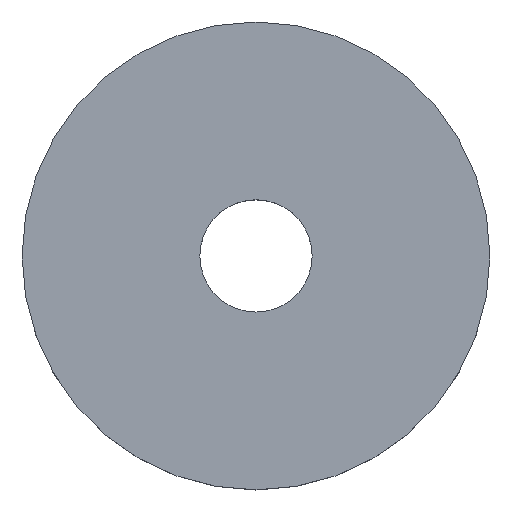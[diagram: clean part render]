
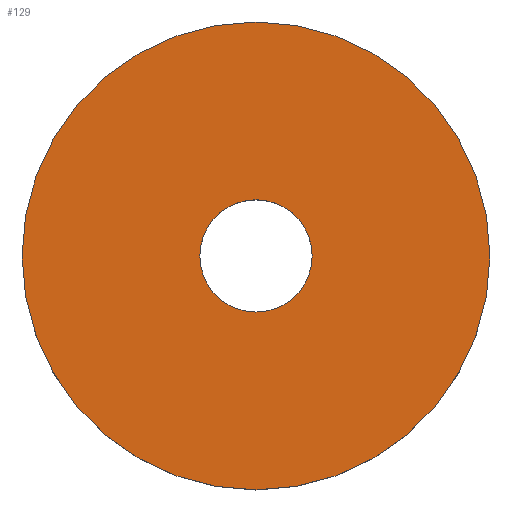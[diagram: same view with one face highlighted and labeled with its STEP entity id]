
A CAD part, top view. The second image highlights one B-rep face of the part: STEP entity #129.
In plain terms, the highlighted planar face has unit normal (0, 0, 1).
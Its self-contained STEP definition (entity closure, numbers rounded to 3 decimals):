
#4 = DIRECTION ( 'NONE',  ( 0., 0., 1. ) ) ;
#5 = AXIS2_PLACEMENT_3D ( 'NONE', #149, #128, #230 ) ;
#18 = CARTESIAN_POINT ( 'NONE',  ( 0., 0., 5. ) ) ;
#22 = EDGE_LOOP ( 'NONE', ( #57, #48 ) ) ;
#30 = EDGE_CURVE ( 'NONE', #171, #207, #199, .T. ) ;
#37 = CARTESIAN_POINT ( 'NONE',  ( -17.5, 0., 5. ) ) ;
#38 = CARTESIAN_POINT ( 'NONE',  ( 17.5, 0., 5. ) ) ;
#41 = EDGE_CURVE ( 'NONE', #207, #171, #116, .T. ) ;
#42 = CARTESIAN_POINT ( 'NONE',  ( -4.2, 0., 5. ) ) ;
#48 = ORIENTED_EDGE ( 'NONE', *, *, #215, .F. ) ;
#50 = CARTESIAN_POINT ( 'NONE',  ( 0., 0., 5. ) ) ;
#57 = ORIENTED_EDGE ( 'NONE', *, *, #233, .F. ) ;
#67 = PLANE ( 'NONE',  #74 ) ;
#74 = AXIS2_PLACEMENT_3D ( 'NONE', #18, #75, #148 ) ;
#75 = DIRECTION ( 'NONE',  ( 0., 0., 1. ) ) ;
#97 = CARTESIAN_POINT ( 'NONE',  ( 0., 0., 5. ) ) ;
#103 = CARTESIAN_POINT ( 'NONE',  ( 0., 0., 5. ) ) ;
#106 = CIRCLE ( 'NONE', #217, 4.2 ) ;
#108 = DIRECTION ( 'NONE',  ( 1., 0., 0. ) ) ;
#115 = DIRECTION ( 'NONE',  ( 1., 0., 0. ) ) ;
#116 = CIRCLE ( 'NONE', #204, 17.5 ) ;
#121 = FACE_BOUND ( 'NONE', #22, .T. ) ;
#128 = DIRECTION ( 'NONE',  ( 0., 0., 1. ) ) ;
#129 = ADVANCED_FACE ( 'NONE', ( #245, #121 ), #67, .T. ) ;
#131 = EDGE_LOOP ( 'NONE', ( #154, #133 ) ) ;
#133 = ORIENTED_EDGE ( 'NONE', *, *, #41, .T. ) ;
#145 = CARTESIAN_POINT ( 'NONE',  ( 4.2, 0., 5. ) ) ;
#147 = CIRCLE ( 'NONE', #5, 4.2 ) ;
#148 = DIRECTION ( 'NONE',  ( 1., 0., 0. ) ) ;
#149 = CARTESIAN_POINT ( 'NONE',  ( 0., 0., 5. ) ) ;
#153 = VERTEX_POINT ( 'NONE', #145 ) ;
#154 = ORIENTED_EDGE ( 'NONE', *, *, #30, .T. ) ;
#169 = AXIS2_PLACEMENT_3D ( 'NONE', #97, #173, #108 ) ;
#171 = VERTEX_POINT ( 'NONE', #37 ) ;
#173 = DIRECTION ( 'NONE',  ( 0., 0., 1. ) ) ;
#182 = DIRECTION ( 'NONE',  ( 0., 0., 1. ) ) ;
#199 = CIRCLE ( 'NONE', #169, 17.5 ) ;
#204 = AXIS2_PLACEMENT_3D ( 'NONE', #50, #4, #115 ) ;
#207 = VERTEX_POINT ( 'NONE', #38 ) ;
#215 = EDGE_CURVE ( 'NONE', #153, #249, #106, .T. ) ;
#217 = AXIS2_PLACEMENT_3D ( 'NONE', #103, #182, #231 ) ;
#230 = DIRECTION ( 'NONE',  ( 1., 0., 0. ) ) ;
#231 = DIRECTION ( 'NONE',  ( 1., 0., 0. ) ) ;
#233 = EDGE_CURVE ( 'NONE', #249, #153, #147, .T. ) ;
#245 = FACE_OUTER_BOUND ( 'NONE', #131, .T. ) ;
#249 = VERTEX_POINT ( 'NONE', #42 ) ;
